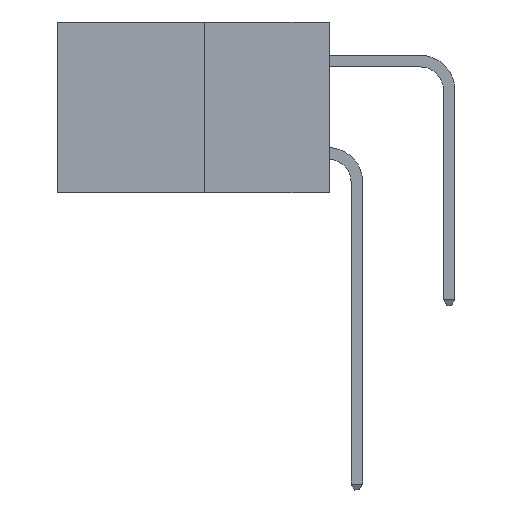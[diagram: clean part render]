
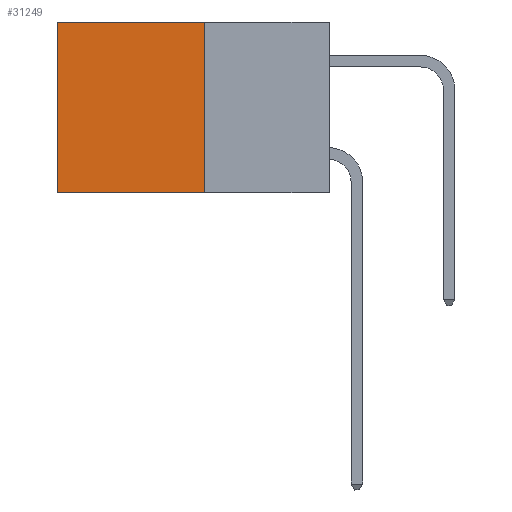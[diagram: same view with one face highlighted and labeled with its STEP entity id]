
A CAD part, left-side view. The second image highlights one B-rep face of the part: STEP entity #31249.
In plain terms, the highlighted planar face has unit normal (-1, 0, 0).
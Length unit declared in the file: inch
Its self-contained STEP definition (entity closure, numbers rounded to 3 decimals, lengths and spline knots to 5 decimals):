
#2990 = DIRECTION ( 'NONE',  ( 0., 1., 0. ) ) ;
#3406 = VERTEX_POINT ( 'NONE', #5725 ) ;
#3553 = LINE ( 'NONE', #25682, #11238 ) ;
#5017 = VERTEX_POINT ( 'NONE', #30472 ) ;
#5077 = VECTOR ( 'NONE', #8794, 39.37008 ) ;
#5725 = CARTESIAN_POINT ( 'NONE',  ( 0.277, 0.59, 0. ) ) ;
#6145 = ORIENTED_EDGE ( 'NONE', *, *, #27460, .F. ) ;
#7279 = PLANE ( 'NONE',  #11132 ) ;
#7651 = ORIENTED_EDGE ( 'NONE', *, *, #18865, .T. ) ;
#8546 = DIRECTION ( 'NONE',  ( 0., 0., -1. ) ) ;
#8794 = DIRECTION ( 'NONE',  ( 0., 1., 0. ) ) ;
#9294 = FACE_OUTER_BOUND ( 'NONE', #27502, .T. ) ;
#10150 = CARTESIAN_POINT ( 'NONE',  ( 0.277, 0.27, -0.37 ) ) ;
#11132 = AXIS2_PLACEMENT_3D ( 'NONE', #10150, #13058, #32639 ) ;
#11238 = VECTOR ( 'NONE', #2990, 39.37008 ) ;
#12876 = EDGE_CURVE ( 'NONE', #5017, #3406, #3553, .T. ) ;
#13058 = DIRECTION ( 'NONE',  ( 1., 0., 0. ) ) ;
#15793 = LINE ( 'NONE', #34903, #22380 ) ;
#16314 = ORIENTED_EDGE ( 'NONE', *, *, #18906, .F. ) ;
#18865 = EDGE_CURVE ( 'NONE', #3406, #33493, #28910, .T. ) ;
#18906 = EDGE_CURVE ( 'NONE', #22669, #33493, #26745, .T. ) ;
#18936 = CARTESIAN_POINT ( 'NONE',  ( 0.277, 0.27, -0.37 ) ) ;
#22321 = VECTOR ( 'NONE', #8546, 39.37008 ) ;
#22380 = VECTOR ( 'NONE', #35011, 39.37008 ) ;
#22669 = VERTEX_POINT ( 'NONE', #18936 ) ;
#25678 = CARTESIAN_POINT ( 'NONE',  ( 0.277, 0.27, -0.37 ) ) ;
#25682 = CARTESIAN_POINT ( 'NONE',  ( 0.277, 0.27, 0. ) ) ;
#26745 = LINE ( 'NONE', #25678, #5077 ) ;
#27460 = EDGE_CURVE ( 'NONE', #5017, #22669, #15793, .T. ) ;
#27502 = EDGE_LOOP ( 'NONE', ( #7651, #16314, #6145, #28504 ) ) ;
#28504 = ORIENTED_EDGE ( 'NONE', *, *, #12876, .T. ) ;
#28783 = CARTESIAN_POINT ( 'NONE',  ( 0.277, 0.59, -0.37 ) ) ;
#28910 = LINE ( 'NONE', #30927, #22321 ) ;
#30472 = CARTESIAN_POINT ( 'NONE',  ( 0.277, 0.27, 0. ) ) ;
#30927 = CARTESIAN_POINT ( 'NONE',  ( 0.277, 0.59, -0.37 ) ) ;
#31249 = ADVANCED_FACE ( 'NONE', ( #9294 ), #7279, .F. ) ;
#32639 = DIRECTION ( 'NONE',  ( 0., 0., -1. ) ) ;
#33493 = VERTEX_POINT ( 'NONE', #28783 ) ;
#34903 = CARTESIAN_POINT ( 'NONE',  ( 0.277, 0.27, -0.37 ) ) ;
#35011 = DIRECTION ( 'NONE',  ( 0., 0., -1. ) ) ;
